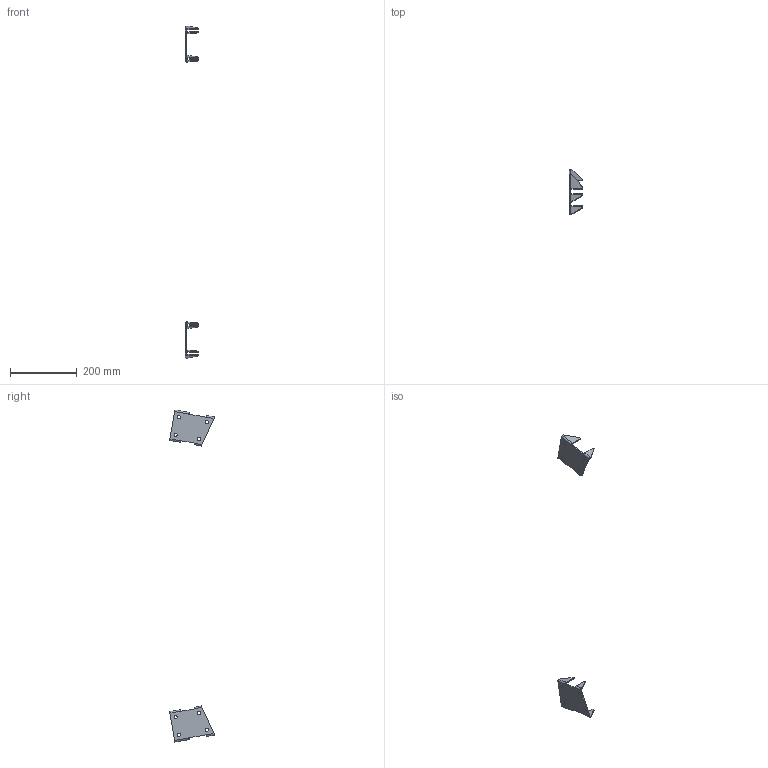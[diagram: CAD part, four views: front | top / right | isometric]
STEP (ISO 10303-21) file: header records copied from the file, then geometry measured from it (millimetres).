
FILE_DESCRIPTION(/* description */ (''),/* implementation_level */ '2;1');
FILE_NAME(/* name */ 'PIASTRA_DUOMO_ANT_PIANT_15_ASM.stp',/* time_stamp */ '2016-06-02T11:18:00+02:00',/* author */ (''),/* organization */ (''),/* preprocessor_version */ 'ST-DEVELOPER v16.5',/* originating_system */ 'Autodesk Translation Framework v5.0.0.3310',/* authorisation */ '');
FILE_SCHEMA (('AUTOMOTIVE_DESIGN { 1 0 10303 214 3 1 1 }'));
Length unit declared in the file: centimetre
Products named in the file (3): PIASTRA_DUOMO_ANT_PIANT_15_ASM; MANIFOLD_SOLID_BREP_5248; MANIFOLD_SOLID_BREP_6875
Assembly tree (2 placements, depth 2):
  PIASTRA_DUOMO_ANT_PIANT_15_ASM
    MANIFOLD_SOLID_BREP_5248
    MANIFOLD_SOLID_BREP_6875
Bounding box: 39.6 x 133.94 x 994.9 mm (x, y, z)
Volume: 71416.1 mm3; surface area: 52220.3 mm2
Topology: 2 solids, 2 shells, 108 faces, 248 edges, 144 vertices
Faces by surface type: plane 84, cylinder 24
Full cylindrical faces by diameter (mm): 10.1 x8
Entity records: 3003 total; most frequent: DIRECTION 514, CARTESIAN_POINT 497, ORIENTED_EDGE 480, EDGE_CURVE 240, LINE 192, VECTOR 192, AXIS2_PLACEMENT_3D 161, VERTEX_POINT 144
